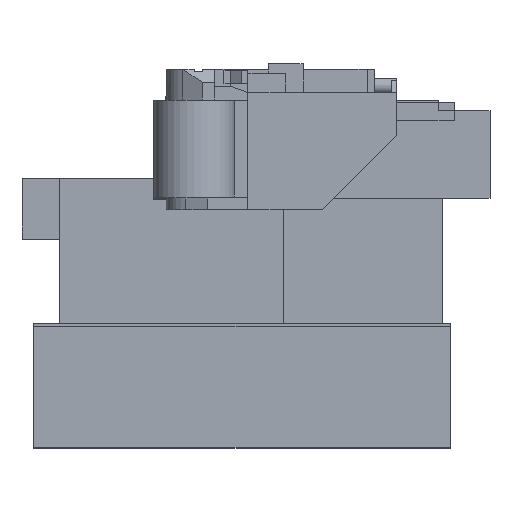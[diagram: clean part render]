
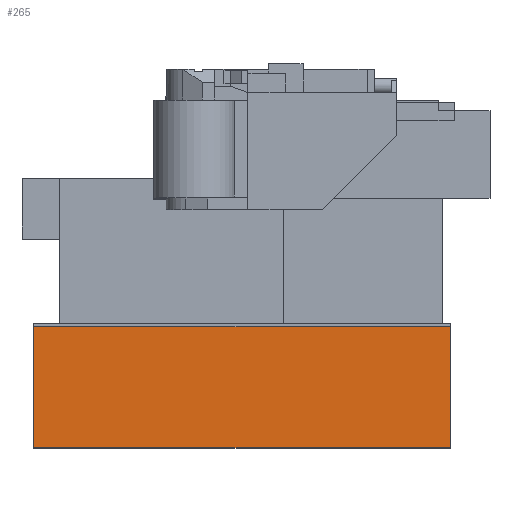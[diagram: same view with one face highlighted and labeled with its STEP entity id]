
A CAD part, top view. The second image highlights one B-rep face of the part: STEP entity #265.
In plain terms, the highlighted planar face has unit normal (0, 0, 1).
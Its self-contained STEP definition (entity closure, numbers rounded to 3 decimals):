
#265=ADVANCED_FACE('',(#610),#441,.F.);
#441=PLANE('',#3048);
#610=FACE_OUTER_BOUND('',#788,.T.);
#788=EDGE_LOOP('',(#1257,#1258,#1259,#1260));
#1257=ORIENTED_EDGE('',*,*,#2065,.T.);
#1258=ORIENTED_EDGE('',*,*,#2058,.F.);
#1259=ORIENTED_EDGE('',*,*,#2066,.F.);
#1260=ORIENTED_EDGE('',*,*,#2063,.T.);
#1744=VERTEX_POINT('',#4294);
#1747=VERTEX_POINT('',#4299);
#1750=VERTEX_POINT('',#4309);
#1751=VERTEX_POINT('',#4311);
#2058=EDGE_CURVE('',#1747,#1744,#2428,.T.);
#2063=EDGE_CURVE('',#1751,#1750,#2433,.T.);
#2065=EDGE_CURVE('',#1750,#1744,#2435,.T.);
#2066=EDGE_CURVE('',#1751,#1747,#2436,.T.);
#2428=LINE('',#4300,#2783);
#2433=LINE('',#4310,#2788);
#2435=LINE('',#4314,#2790);
#2436=LINE('',#4315,#2791);
#2783=VECTOR('',#3518,1.);
#2788=VECTOR('',#3527,1.);
#2790=VECTOR('',#3531,1.);
#2791=VECTOR('',#3532,1.);
#3048=AXIS2_PLACEMENT_3D('',#4316,#3533,#3534);
#3518=DIRECTION('',(0.,1.,0.));
#3527=DIRECTION('',(0.,1.,0.));
#3531=DIRECTION('',(-1.,0.,0.));
#3532=DIRECTION('',(-1.,0.,0.));
#3533=DIRECTION('',(0.,0.,-1.));
#3534=DIRECTION('',(0.,1.,0.));
#4294=CARTESIAN_POINT('',(-832.,-846.,-648.));
#4299=CARTESIAN_POINT('',(-832.,-1296.,-648.));
#4300=CARTESIAN_POINT('',(-832.,-1296.,-648.));
#4309=CARTESIAN_POINT('',(718.,-846.,-648.));
#4310=CARTESIAN_POINT('',(718.,-1296.,-648.));
#4311=CARTESIAN_POINT('',(718.,-1296.,-648.));
#4314=CARTESIAN_POINT('',(718.,-846.,-648.));
#4315=CARTESIAN_POINT('',(718.,-1296.,-648.));
#4316=CARTESIAN_POINT('',(718.,-1296.,-648.));
